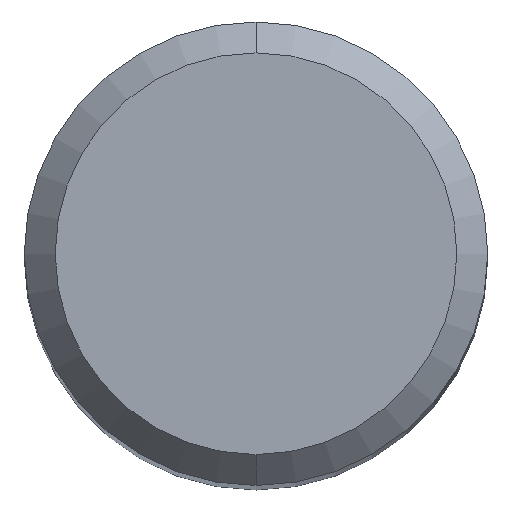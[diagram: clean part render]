
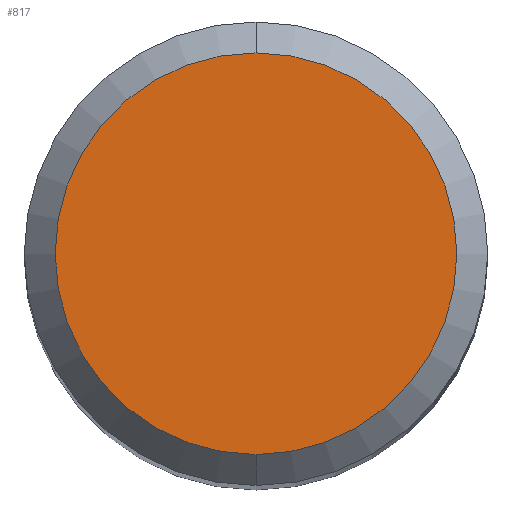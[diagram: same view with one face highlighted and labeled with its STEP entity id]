
A CAD part, top view. The second image highlights one B-rep face of the part: STEP entity #817.
In plain terms, the highlighted planar face has unit normal (0, 0, 1).
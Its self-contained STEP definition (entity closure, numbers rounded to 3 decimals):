
#689=EDGE_CURVE('',#1047,#797,#1417,.T.);
#797=VERTEX_POINT('',#1537);
#815=EDGE_CURVE('',#797,#1047,#1557,.T.);
#817=ADVANCED_FACE('',(#1559),#1560,.T.);
#1047=VERTEX_POINT('',#1810);
#1417=CIRCLE('',#3012,2.6);
#1537=CARTESIAN_POINT('',(0.,-2.6,0.0));
#1557=CIRCLE('',#3812,2.6);
#1559=FACE_OUTER_BOUND('',#3814,.T.);
#1560=PLANE('',#3815);
#1810=CARTESIAN_POINT('',(0.0,2.6,0.0));
#3012=AXIS2_PLACEMENT_3D('',#5260,#5261,#5262);
#3812=AXIS2_PLACEMENT_3D('',#5455,#5456,#5457);
#3814=EDGE_LOOP('',(#5459,#5460));
#3815=AXIS2_PLACEMENT_3D('',#5461,#5462,#5463);
#5260=CARTESIAN_POINT('',(0.0,0.0,0.0));
#5261=DIRECTION('',(0.0,0.0,-1.0));
#5262=DIRECTION('',(0.0,1.0,0.0));
#5455=CARTESIAN_POINT('',(0.0,0.0,0.0));
#5456=DIRECTION('',(0.0,0.0,-1.0));
#5457=DIRECTION('',(0.0,1.0,0.0));
#5459=ORIENTED_EDGE('',*,*,#689,.F.);
#5460=ORIENTED_EDGE('',*,*,#815,.F.);
#5461=CARTESIAN_POINT('',(0.0,1.3,0.0));
#5462=DIRECTION('',(-0.0,0.0,1.0));
#5463=DIRECTION('',(0.0,-1.0,0.0));
